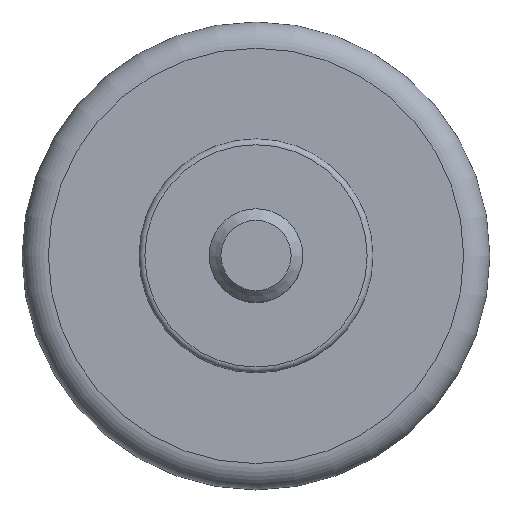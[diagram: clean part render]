
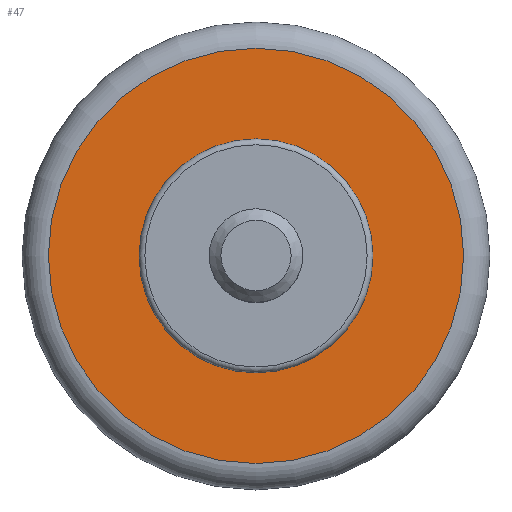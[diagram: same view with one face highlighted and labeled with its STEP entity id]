
A CAD part, top view. The second image highlights one B-rep face of the part: STEP entity #47.
In plain terms, the highlighted planar face has unit normal (0, 0, 1).
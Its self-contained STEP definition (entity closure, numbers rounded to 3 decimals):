
#47 = ADVANCED_FACE( '', ( #97, #98 ), #99, .F. );
#97 = FACE_OUTER_BOUND( '', #146, .T. );
#98 = FACE_BOUND( '', #147, .T. );
#99 = PLANE( '', #148 );
#146 = EDGE_LOOP( '', ( #201 ) );
#147 = EDGE_LOOP( '', ( #202 ) );
#148 = AXIS2_PLACEMENT_3D( '', #203, #204, #205 );
#201 = ORIENTED_EDGE( '', *, *, #245, .T. );
#202 = ORIENTED_EDGE( '', *, *, #234, .F. );
#203 = CARTESIAN_POINT( '', ( 20., 0., 9. ) );
#204 = DIRECTION( '', ( 0., 0., -1. ) );
#205 = DIRECTION( '', ( -1., 0., 0. ) );
#234 = EDGE_CURVE( '', #258, #258, #259, .T. );
#245 = EDGE_CURVE( '', #275, #275, #276, .F. );
#258 = VERTEX_POINT( '', #289 );
#259 = CIRCLE( '', #290, 10. );
#275 = VERTEX_POINT( '', #306 );
#276 = CIRCLE( '', #307, 17.75 );
#289 = CARTESIAN_POINT( '', ( 10., 0., 9. ) );
#290 = AXIS2_PLACEMENT_3D( '', #321, #322, #323 );
#306 = CARTESIAN_POINT( '', ( -17.75, 0., 9. ) );
#307 = AXIS2_PLACEMENT_3D( '', #339, #340, #341 );
#321 = CARTESIAN_POINT( '', ( 0., 0., 9. ) );
#322 = DIRECTION( '', ( 0., 0., 1. ) );
#323 = DIRECTION( '', ( 1., 0., 0. ) );
#339 = CARTESIAN_POINT( '', ( 0., 0., 9. ) );
#340 = DIRECTION( '', ( 0., 0., -1. ) );
#341 = DIRECTION( '', ( -1., 0., 0. ) );
